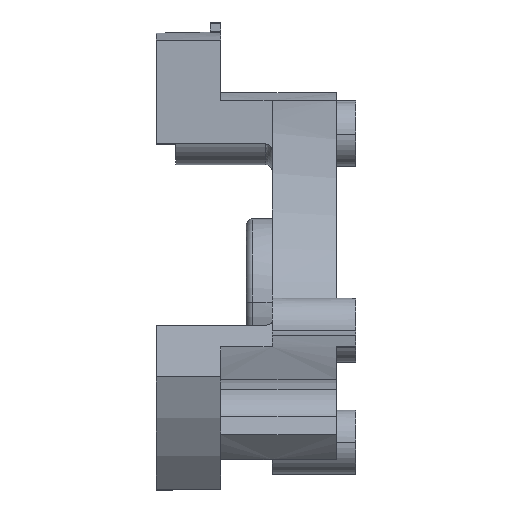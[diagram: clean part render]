
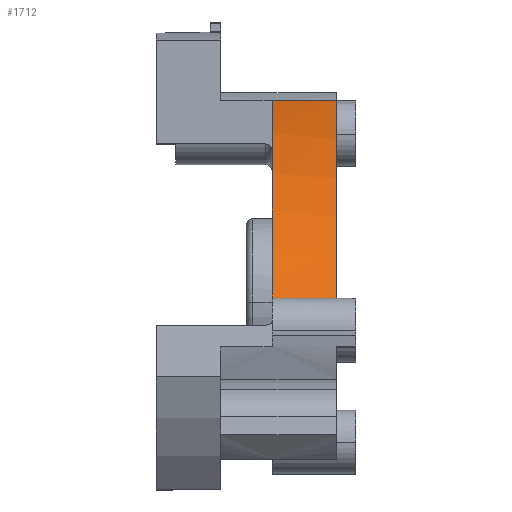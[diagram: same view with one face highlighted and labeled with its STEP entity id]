
A CAD part, top view. The second image highlights one B-rep face of the part: STEP entity #1712.
In plain terms, the highlighted cylindrical face has radius 20 mm (diameter 40 mm), a partial arc.
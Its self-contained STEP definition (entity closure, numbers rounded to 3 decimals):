
#22 = CYLINDRICAL_SURFACE ( 'NONE', #728, 20. ) ;
#130 = DIRECTION ( 'NONE',  ( -1., 0., 0. ) ) ;
#391 = DIRECTION ( 'NONE',  ( 0., -0.866, -0.5 ) ) ;
#477 = DIRECTION ( 'NONE',  ( 1., 0., 0. ) ) ;
#589 = CARTESIAN_POINT ( 'NONE',  ( 0., 15.711, 5.041 ) ) ;
#655 = AXIS2_PLACEMENT_3D ( 'NONE', #2326, #4376, #2275 ) ;
#728 = AXIS2_PLACEMENT_3D ( 'NONE', #3380, #130, #5071 ) ;
#764 = ORIENTED_EDGE ( 'NONE', *, *, #1131, .F. ) ;
#788 = ORIENTED_EDGE ( 'NONE', *, *, #3170, .T. ) ;
#793 = VERTEX_POINT ( 'NONE', #589 ) ;
#875 = VERTEX_POINT ( 'NONE', #2277 ) ;
#881 = CARTESIAN_POINT ( 'NONE',  ( 0., 15.711, 5.041 ) ) ;
#1064 = CARTESIAN_POINT ( 'NONE',  ( -1.75, -0.652, 11.869 ) ) ;
#1131 = EDGE_CURVE ( 'NONE', #4034, #793, #5033, .T. ) ;
#1271 = DIRECTION ( 'NONE',  ( 0., -0.866, -0.5 ) ) ;
#1296 = CARTESIAN_POINT ( 'NONE',  ( -5., 14.434, 25. ) ) ;
#1379 = FACE_OUTER_BOUND ( 'NONE', #4356, .T. ) ;
#1712 = ADVANCED_FACE ( 'NONE', ( #1379 ), #22, .F. ) ;
#1739 = DIRECTION ( 'NONE',  ( -1., 0., 0. ) ) ;
#1856 = CIRCLE ( 'NONE', #4905, 20. ) ;
#1954 = CIRCLE ( 'NONE', #655, 20. ) ;
#2275 = DIRECTION ( 'NONE',  ( 0., 0., 1. ) ) ;
#2277 = CARTESIAN_POINT ( 'NONE',  ( -5., 13.156, 5.041 ) ) ;
#2326 = CARTESIAN_POINT ( 'NONE',  ( 0., 14.434, 25. ) ) ;
#2397 = VECTOR ( 'NONE', #477, 1000. ) ;
#2459 = DIRECTION ( 'NONE',  ( -1., 0., 0. ) ) ;
#2889 = EDGE_CURVE ( 'NONE', #4034, #875, #1856, .T. ) ;
#2894 = CARTESIAN_POINT ( 'NONE',  ( -5., 15.711, 5.041 ) ) ;
#3170 = EDGE_CURVE ( 'NONE', #4716, #4363, #3470, .T. ) ;
#3192 = DIRECTION ( 'NONE',  ( 1., 0., 0. ) ) ;
#3236 = CARTESIAN_POINT ( 'NONE',  ( 0., -0.652, 11.869 ) ) ;
#3250 = CARTESIAN_POINT ( 'NONE',  ( -5., 14.434, 25. ) ) ;
#3380 = CARTESIAN_POINT ( 'NONE',  ( 5., 14.434, 25. ) ) ;
#3470 = LINE ( 'NONE', #1064, #3818 ) ;
#3511 = EDGE_CURVE ( 'NONE', #875, #4716, #4605, .T. ) ;
#3818 = VECTOR ( 'NONE', #3192, 1000. ) ;
#4034 = VERTEX_POINT ( 'NONE', #2894 ) ;
#4356 = EDGE_LOOP ( 'NONE', ( #5007, #788, #4804, #764, #4737 ) ) ;
#4363 = VERTEX_POINT ( 'NONE', #3236 ) ;
#4376 = DIRECTION ( 'NONE',  ( -1., 0., 0. ) ) ;
#4605 = CIRCLE ( 'NONE', #5124, 20. ) ;
#4716 = VERTEX_POINT ( 'NONE', #5267 ) ;
#4737 = ORIENTED_EDGE ( 'NONE', *, *, #2889, .T. ) ;
#4804 = ORIENTED_EDGE ( 'NONE', *, *, #5119, .F. ) ;
#4905 = AXIS2_PLACEMENT_3D ( 'NONE', #3250, #2459, #391 ) ;
#5007 = ORIENTED_EDGE ( 'NONE', *, *, #3511, .T. ) ;
#5033 = LINE ( 'NONE', #881, #2397 ) ;
#5071 = DIRECTION ( 'NONE',  ( 0., 0., 1. ) ) ;
#5119 = EDGE_CURVE ( 'NONE', #793, #4363, #1954, .T. ) ;
#5124 = AXIS2_PLACEMENT_3D ( 'NONE', #1296, #1739, #1271 ) ;
#5267 = CARTESIAN_POINT ( 'NONE',  ( -5., -0.652, 11.869 ) ) ;
